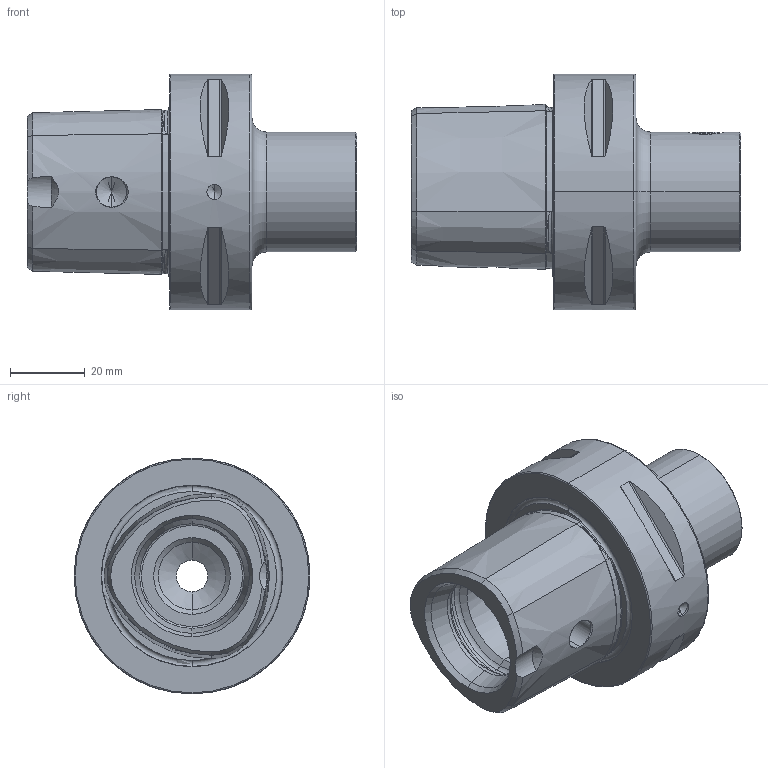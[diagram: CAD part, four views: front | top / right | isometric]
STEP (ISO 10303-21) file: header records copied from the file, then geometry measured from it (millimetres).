
FILE_DESCRIPTION (( 'STEP AP203' ), '1' );
FILE_NAME ('102.163.321.STEP', '2024-08-22T15:22:48', ( '' ), ( '' ), 'SwSTEP 2.0', 'SolidWorks 2022', '' );
FILE_SCHEMA (( 'CONFIG_CONTROL_DESIGN' ));
Length unit declared in the file: millimetre
Products named in the file (3): MB3-ER1.001.011_A; 102.163.321; PS6-MB3.K01.050_B
Assembly tree (2 placements, depth 2):
  102.163.321
    PS6-MB3.K01.050_B
    MB3-ER1.001.011_A
Bounding box: 88 x 63 x 63 mm (x, y, z)
Volume: 112340.3 mm3; surface area: 24322.1 mm2
Topology: 2 solids, 2 shells, 197 faces, 464 edges, 275 vertices
Faces by surface type: cone 67, cylinder 50, plane 44, torus 36
Entity records: 6619 total; most frequent: CARTESIAN_POINT 1842, DIRECTION 989, ORIENTED_EDGE 916, EDGE_CURVE 458, AXIS2_PLACEMENT_3D 417, VERTEX_POINT 275, CIRCLE 215, EDGE_LOOP 213
